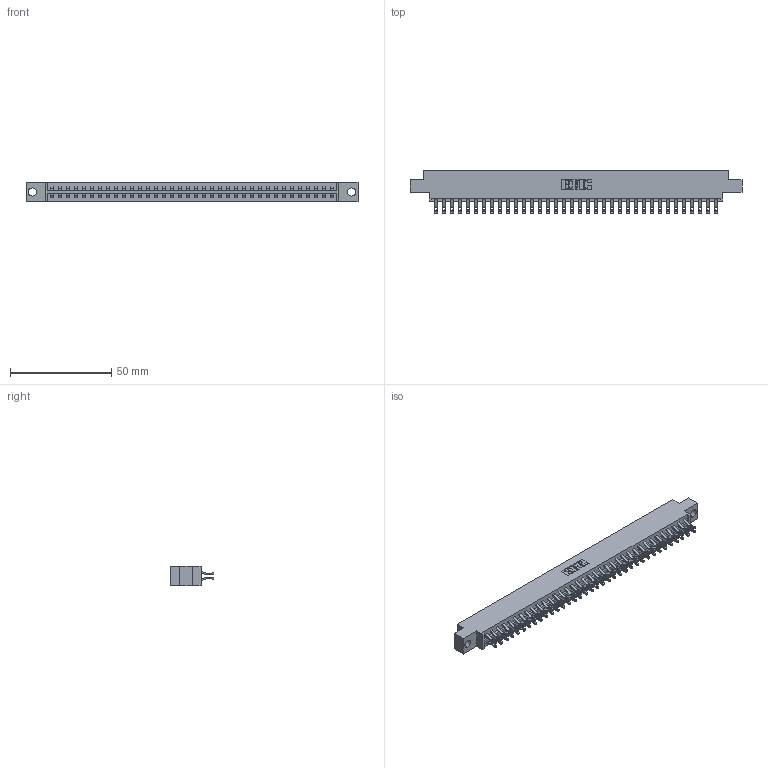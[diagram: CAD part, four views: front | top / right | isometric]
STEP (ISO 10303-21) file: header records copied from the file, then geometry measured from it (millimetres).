
FILE_DESCRIPTION (( 'STEP AP203' ), '1' );
FILE_NAME ('333-072-555-804.STEP', '2018-08-04T21:05:14', ( '' ), ( '' ), 'SwSTEP 2.0', 'SolidWorks 2016', '' );
FILE_SCHEMA (( 'CONFIG_CONTROL_DESIGN' ));
Length unit declared in the file: inch
Products named in the file (3): 333 Part_Offset - .156 Dia - TH; 345-292-001_555 Tail; 333-072-555-804
Assembly tree (73 placements, depth 2):
  333-072-555-804
    333 Part_Offset - .156 Dia - TH
    345-292-001_555 Tail  x72
Bounding box: 164.19 x 21.47 x 9.4 mm (x, y, z)
Volume: 16599.5 mm3; surface area: 20361.5 mm2
Topology: 73 solids, 73 shells, 4294 faces, 13499 edges, 8998 vertices
Faces by surface type: plane 2522, cylinder 1772
Entity records: 24397 total; most frequent: CARTESIAN_POINT 4088, ORIENTED_EDGE 3994, DIRECTION 3473, EDGE_CURVE 1997, LINE 1849, VECTOR 1849, VERTEX_POINT 1330, AXIS2_PLACEMENT_3D 812
